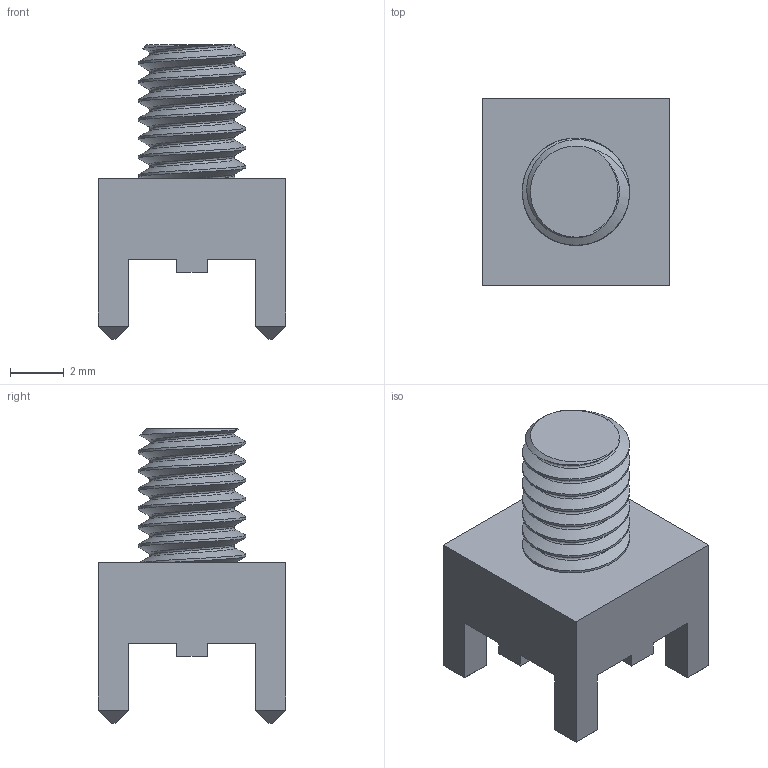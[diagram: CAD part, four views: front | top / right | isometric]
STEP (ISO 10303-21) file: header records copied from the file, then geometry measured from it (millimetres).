
FILE_DESCRIPTION(/* description */ ('Unknown'),/* implementation_level */ '2;1');
FILE_NAME(/* name */ 'MP_Wurth_WP-THRSH_74651174',/* time_stamp */ '2026-01-21T10:48:26+08:00',/* author */ ('Unknown'),/* organization */ ('Unknown'),/* preprocessor_version */ 'ST-DEVELOPER v19.4',/* originating_system */ 'Solid Edge',/* authorisation */ 'Unknown');
FILE_SCHEMA (('AUTOMOTIVE_DESIGN {1 0 10303 214 3 1 1}'));
Length unit declared in the file: millimetre
Products named in the file (1): MP_Wurth_WP-THRSH_74651174
Bounding box: 7 x 7 x 11 mm (x, y, z)
Volume: 206.7 mm3; surface area: 323.1 mm2
Topology: 1 solids, 1 shells, 62 faces, 158 edges, 100 vertices
Faces by surface type: plane 56, bspline 4, cylinder 1, cone 1
Entity records: 3455 total; most frequent: CARTESIAN_POINT 1980, ORIENTED_EDGE 316, DIRECTION 264, EDGE_CURVE 158, LINE 140, VECTOR 140, VERTEX_POINT 100, EDGE_LOOP 64
